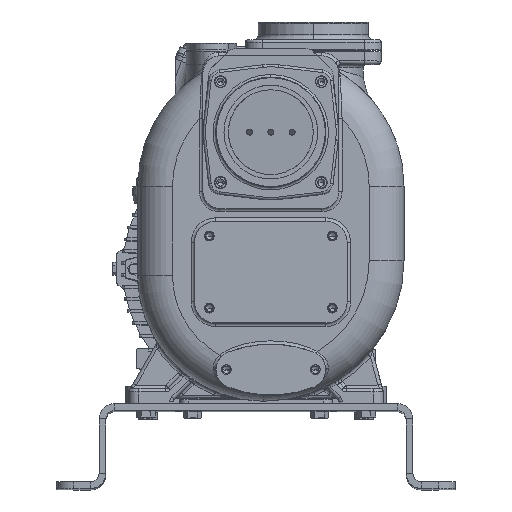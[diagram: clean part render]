
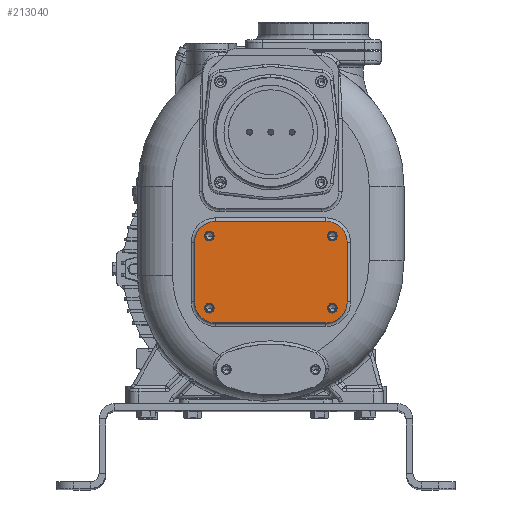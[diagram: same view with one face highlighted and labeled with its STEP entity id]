
A CAD part, top view. The second image highlights one B-rep face of the part: STEP entity #213040.
In plain terms, the highlighted planar face has unit normal (0, 0, 1).
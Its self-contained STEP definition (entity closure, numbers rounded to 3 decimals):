
#70658=CARTESIAN_POINT('',(-47.5,120.,125.));
#70659=DIRECTION('',(0.,0.,-1.));
#70660=DIRECTION('',(0.,-1.,0.));
#70661=AXIS2_PLACEMENT_3D('',#70658,#70659,#70660);
#70663=DIRECTION('',(0.,1.,0.));
#70664=VECTOR('',#70663,70.);
#70665=CARTESIAN_POINT('',(-72.5,120.,125.));
#70666=LINE('',#70665,#70664);
#70667=CARTESIAN_POINT('',(-47.5,190.,125.));
#70668=DIRECTION('',(0.,0.,-1.));
#70669=DIRECTION('',(-1.,0.,0.));
#70670=AXIS2_PLACEMENT_3D('',#70667,#70668,#70669);
#70672=DIRECTION('',(1.,0.,0.));
#70673=VECTOR('',#70672,130.);
#70674=CARTESIAN_POINT('',(-47.5,215.,125.));
#70675=LINE('',#70674,#70673);
#70676=CARTESIAN_POINT('',(82.5,190.,125.));
#70677=DIRECTION('',(0.,0.,-1.));
#70678=DIRECTION('',(0.,1.,0.));
#70679=AXIS2_PLACEMENT_3D('',#70676,#70677,#70678);
#70681=DIRECTION('',(0.,-1.,0.));
#70682=VECTOR('',#70681,70.);
#70683=CARTESIAN_POINT('',(107.5,190.,125.));
#70684=LINE('',#70683,#70682);
#70685=CARTESIAN_POINT('',(82.5,120.,125.));
#70686=DIRECTION('',(0.,0.,-1.));
#70687=DIRECTION('',(1.,0.,0.));
#70688=AXIS2_PLACEMENT_3D('',#70685,#70686,#70687);
#70690=DIRECTION('',(-1.,0.,0.));
#70691=VECTOR('',#70690,130.);
#70692=CARTESIAN_POINT('',(82.5,95.,125.));
#70693=LINE('',#70692,#70691);
#70694=CARTESIAN_POINT('',(90.,112.5,125.));
#70695=DIRECTION('',(0.,0.,1.));
#70696=DIRECTION('',(1.,0.,0.));
#70697=AXIS2_PLACEMENT_3D('',#70694,#70695,#70696);
#70699=CARTESIAN_POINT('',(90.,112.5,125.));
#70700=DIRECTION('',(0.,0.,1.));
#70701=DIRECTION('',(-1.,0.,0.));
#70702=AXIS2_PLACEMENT_3D('',#70699,#70700,#70701);
#70704=CARTESIAN_POINT('',(90.,197.5,125.));
#70705=DIRECTION('',(0.,0.,1.));
#70706=DIRECTION('',(1.,0.,0.));
#70707=AXIS2_PLACEMENT_3D('',#70704,#70705,#70706);
#70709=CARTESIAN_POINT('',(90.,197.5,125.));
#70710=DIRECTION('',(0.,0.,1.));
#70711=DIRECTION('',(-1.,0.,0.));
#70712=AXIS2_PLACEMENT_3D('',#70709,#70710,#70711);
#70714=CARTESIAN_POINT('',(-55.,112.5,125.));
#70715=DIRECTION('',(0.,0.,1.));
#70716=DIRECTION('',(1.,0.,0.));
#70717=AXIS2_PLACEMENT_3D('',#70714,#70715,#70716);
#70719=CARTESIAN_POINT('',(-55.,112.5,125.));
#70720=DIRECTION('',(0.,0.,1.));
#70721=DIRECTION('',(-1.,0.,0.));
#70722=AXIS2_PLACEMENT_3D('',#70719,#70720,#70721);
#70724=CARTESIAN_POINT('',(-55.,197.5,125.));
#70725=DIRECTION('',(0.,0.,1.));
#70726=DIRECTION('',(1.,0.,0.));
#70727=AXIS2_PLACEMENT_3D('',#70724,#70725,#70726);
#70729=CARTESIAN_POINT('',(-55.,197.5,125.));
#70730=DIRECTION('',(0.,0.,1.));
#70731=DIRECTION('',(-1.,0.,0.));
#70732=AXIS2_PLACEMENT_3D('',#70729,#70730,#70731);
#93891=CARTESIAN_POINT('',(95.75,112.5,125.));
#93892=CARTESIAN_POINT('',(84.25,112.5,125.));
#93893=VERTEX_POINT('',#93891);
#93894=VERTEX_POINT('',#93892);
#93895=CARTESIAN_POINT('',(95.75,197.5,125.));
#93896=CARTESIAN_POINT('',(84.25,197.5,125.));
#93897=VERTEX_POINT('',#93895);
#93898=VERTEX_POINT('',#93896);
#93899=CARTESIAN_POINT('',(-49.25,112.5,125.));
#93900=CARTESIAN_POINT('',(-60.75,112.5,125.));
#93901=VERTEX_POINT('',#93899);
#93902=VERTEX_POINT('',#93900);
#93903=CARTESIAN_POINT('',(-49.25,197.5,125.));
#93904=CARTESIAN_POINT('',(-60.75,197.5,125.));
#93905=VERTEX_POINT('',#93903);
#93906=VERTEX_POINT('',#93904);
#93907=CARTESIAN_POINT('',(-47.5,95.,125.));
#93908=CARTESIAN_POINT('',(-72.5,120.,125.));
#93909=VERTEX_POINT('',#93907);
#93910=VERTEX_POINT('',#93908);
#93911=CARTESIAN_POINT('',(-72.5,190.,125.));
#93912=VERTEX_POINT('',#93911);
#93913=CARTESIAN_POINT('',(-47.5,215.,125.));
#93914=VERTEX_POINT('',#93913);
#93915=CARTESIAN_POINT('',(82.5,215.,125.));
#93916=VERTEX_POINT('',#93915);
#93917=CARTESIAN_POINT('',(107.5,190.,125.));
#93918=VERTEX_POINT('',#93917);
#93919=CARTESIAN_POINT('',(107.5,120.,125.));
#93920=VERTEX_POINT('',#93919);
#93921=CARTESIAN_POINT('',(82.5,95.,125.));
#93922=VERTEX_POINT('',#93921);
#213001=CARTESIAN_POINT('',(17.5,155.,125.));
#213002=DIRECTION('',(0.,0.,-1.));
#213003=DIRECTION('',(1.,0.,0.));
#213004=AXIS2_PLACEMENT_3D('',#213001,#213002,#213003);
#213005=PLANE('',#213004);
#213006=ORIENTED_EDGE('',*,*,#212892,.T.);
#213007=ORIENTED_EDGE('',*,*,#212877,.T.);
#213008=ORIENTED_EDGE('',*,*,#212862,.T.);
#213009=ORIENTED_EDGE('',*,*,#212847,.T.);
#213010=ORIENTED_EDGE('',*,*,#212832,.T.);
#213011=ORIENTED_EDGE('',*,*,#212817,.T.);
#213012=ORIENTED_EDGE('',*,*,#212802,.T.);
#213013=ORIENTED_EDGE('',*,*,#212906,.T.);
#213014=EDGE_LOOP('',(#213006,#213007,#213008,#213009,#213010,#213011,#213012,
#213013));
#213015=FACE_OUTER_BOUND('',#213014,.F.);
#213017=ORIENTED_EDGE('',*,*,#213016,.T.);
#213019=ORIENTED_EDGE('',*,*,#213018,.T.);
#213020=EDGE_LOOP('',(#213017,#213019));
#213021=FACE_BOUND('',#213020,.F.);
#213023=ORIENTED_EDGE('',*,*,#213022,.T.);
#213025=ORIENTED_EDGE('',*,*,#213024,.T.);
#213026=EDGE_LOOP('',(#213023,#213025));
#213027=FACE_BOUND('',#213026,.F.);
#213029=ORIENTED_EDGE('',*,*,#213028,.T.);
#213031=ORIENTED_EDGE('',*,*,#213030,.T.);
#213032=EDGE_LOOP('',(#213029,#213031));
#213033=FACE_BOUND('',#213032,.F.);
#213035=ORIENTED_EDGE('',*,*,#213034,.T.);
#213037=ORIENTED_EDGE('',*,*,#213036,.T.);
#213038=EDGE_LOOP('',(#213035,#213037));
#213039=FACE_BOUND('',#213038,.F.);
#213040=ADVANCED_FACE('',(#213015,#213021,#213027,#213033,#213039),#213005,.F.);
#70662=CIRCLE('',#70661,25.);
#70671=CIRCLE('',#70670,25.);
#70680=CIRCLE('',#70679,25.);
#70689=CIRCLE('',#70688,25.);
#70698=CIRCLE('',#70697,5.75);
#70703=CIRCLE('',#70702,5.75);
#70708=CIRCLE('',#70707,5.75);
#70713=CIRCLE('',#70712,5.75);
#70718=CIRCLE('',#70717,5.75);
#70723=CIRCLE('',#70722,5.75);
#70728=CIRCLE('',#70727,5.75);
#70733=CIRCLE('',#70732,5.75);
#212802=EDGE_CURVE('',#93920,#93922,#70689,.T.);
#212817=EDGE_CURVE('',#93918,#93920,#70684,.T.);
#212832=EDGE_CURVE('',#93916,#93918,#70680,.T.);
#212847=EDGE_CURVE('',#93914,#93916,#70675,.T.);
#212862=EDGE_CURVE('',#93912,#93914,#70671,.T.);
#212877=EDGE_CURVE('',#93910,#93912,#70666,.T.);
#212892=EDGE_CURVE('',#93909,#93910,#70662,.T.);
#212906=EDGE_CURVE('',#93922,#93909,#70693,.T.);
#213016=EDGE_CURVE('',#93893,#93894,#70698,.T.);
#213018=EDGE_CURVE('',#93894,#93893,#70703,.T.);
#213022=EDGE_CURVE('',#93897,#93898,#70708,.T.);
#213024=EDGE_CURVE('',#93898,#93897,#70713,.T.);
#213028=EDGE_CURVE('',#93901,#93902,#70718,.T.);
#213030=EDGE_CURVE('',#93902,#93901,#70723,.T.);
#213034=EDGE_CURVE('',#93905,#93906,#70728,.T.);
#213036=EDGE_CURVE('',#93906,#93905,#70733,.T.);
